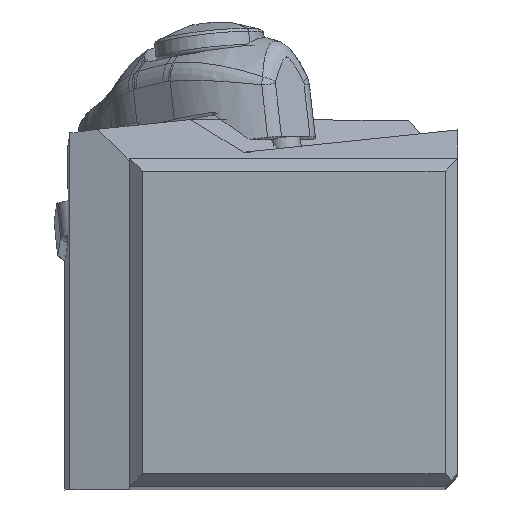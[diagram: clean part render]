
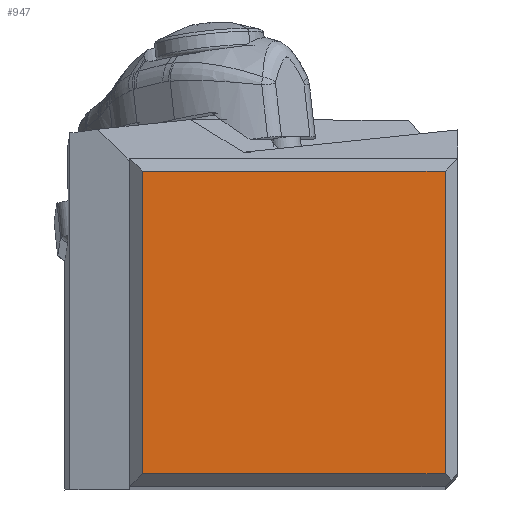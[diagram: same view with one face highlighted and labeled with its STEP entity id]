
A CAD part, top view. The second image highlights one B-rep face of the part: STEP entity #947.
In plain terms, the highlighted planar face has unit normal (0, 0, 1).
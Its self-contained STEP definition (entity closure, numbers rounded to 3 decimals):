
#702=FACE_OUTER_BOUND('',#1304,.T.);
#947=ADVANCED_FACE('',(#702),#1200,.T.);
#1200=PLANE('',#4569);
#1304=EDGE_LOOP('',(#1659,#1660,#1661,#1662));
#1659=ORIENTED_EDGE('',*,*,#3305,.F.);
#1660=ORIENTED_EDGE('',*,*,#3312,.F.);
#1661=ORIENTED_EDGE('',*,*,#3361,.F.);
#1662=ORIENTED_EDGE('',*,*,#3362,.T.);
#2884=VERTEX_POINT('',#6069);
#2885=VERTEX_POINT('',#6071);
#2889=VERTEX_POINT('',#6083);
#2924=VERTEX_POINT('',#6180);
#3305=EDGE_CURVE('',#2884,#2885,#3963,.T.);
#3312=EDGE_CURVE('',#2889,#2884,#3970,.T.);
#3361=EDGE_CURVE('',#2924,#2889,#4007,.T.);
#3362=EDGE_CURVE('',#2924,#2885,#4008,.T.);
#3963=LINE('',#6070,#4185);
#3970=LINE('',#6084,#4192);
#4007=LINE('',#6181,#4229);
#4008=LINE('',#6183,#4230);
#4185=VECTOR('',#5004,1.);
#4192=VECTOR('',#5015,1.);
#4229=VECTOR('',#5102,1.);
#4230=VECTOR('',#5105,1.);
#4569=AXIS2_PLACEMENT_3D('',#6184,#5106,#5107);
#5004=DIRECTION('',(-1.,0.,0.));
#5015=DIRECTION('',(0.,-1.,0.));
#5102=DIRECTION('',(1.,0.,0.));
#5105=DIRECTION('',(0.,-1.,0.));
#5106=DIRECTION('',(0.,0.,1.));
#5107=DIRECTION('',(-1.,0.,0.));
#6069=CARTESIAN_POINT('',(-1.,1.,0.));
#6070=CARTESIAN_POINT('',(-1.,1.,0.));
#6071=CARTESIAN_POINT('',(-24.4,1.,0.));
#6083=CARTESIAN_POINT('',(-1.,24.4,0.));
#6084=CARTESIAN_POINT('',(-1.,24.4,0.));
#6180=CARTESIAN_POINT('',(-24.4,24.4,0.));
#6181=CARTESIAN_POINT('',(-24.4,24.4,0.));
#6183=CARTESIAN_POINT('',(-24.4,24.4,0.));
#6184=CARTESIAN_POINT('',(-12.7,12.7,0.));
